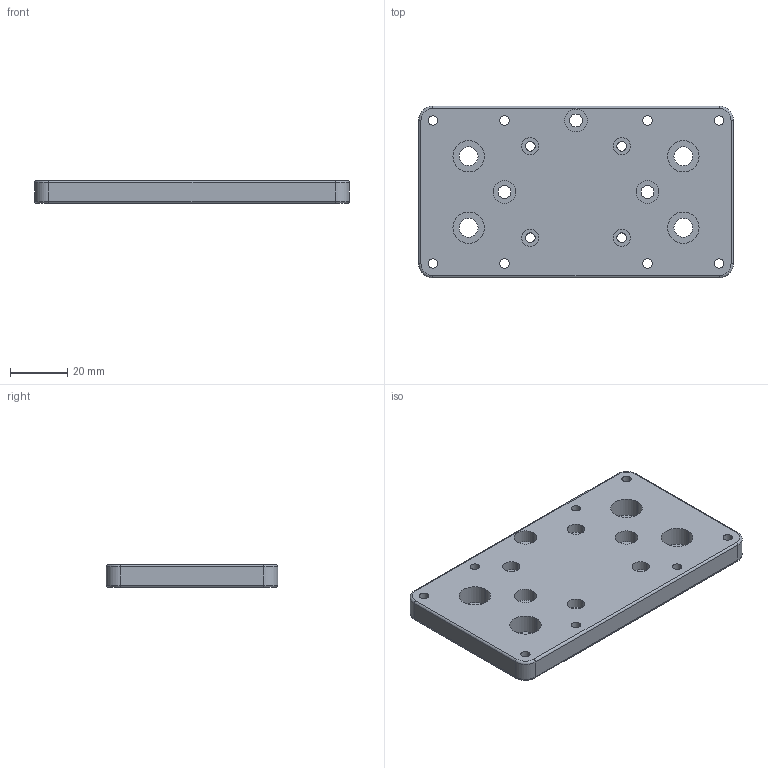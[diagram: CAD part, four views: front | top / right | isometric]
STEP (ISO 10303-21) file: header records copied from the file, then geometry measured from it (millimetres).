
FILE_DESCRIPTION (( 'STEP AP203' ), '1' );
FILE_NAME ('OMLB炵蹈蛌諉啣 OMLB07.STEP', '2021-05-20T09:08:03', ( 'Microsoft' ), ( 'Microsoft' ), 'SwSTEP 2.0', 'SolidWorks 2018', '' );
FILE_SCHEMA (( 'CONFIG_CONTROL_DESIGN' ));
Length unit declared in the file: millimetre
Products named in the file (2): OMLB07-01 OMSC60-50蟀諉啣7; OMLB炵蹈蛌諉啣 OMLB07
Assembly tree (1 placements, depth 2):
  OMLB炵蹈蛌諉啣 OMLB07
    OMLB07-01 OMSC60-50蟀諉啣7
Bounding box: 110 x 60 x 8 mm (x, y, z)
Volume: 47831.7 mm3; surface area: 17671.9 mm2
Topology: 1 solids, 1 shells, 230 faces, 581 edges, 382 vertices
Faces by surface type: plane 106, cylinder 72, bspline 44, torus 8
Entity records: 10907 total; most frequent: CARTESIAN_POINT 5255, ORIENTED_EDGE 1162, DIRECTION 1023, EDGE_CURVE 581, VERTEX_POINT 382, AXIS2_PLACEMENT_3D 342, VECTOR 339, LINE 339
